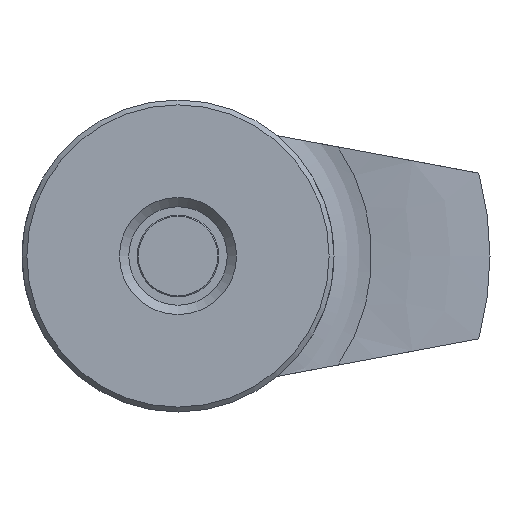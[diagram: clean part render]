
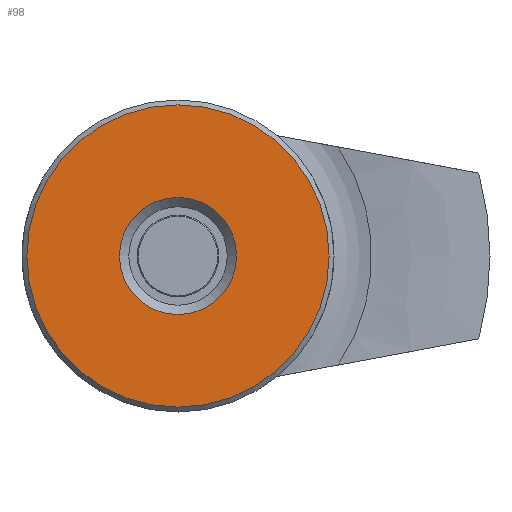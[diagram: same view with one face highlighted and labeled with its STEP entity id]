
A CAD part, front view. The second image highlights one B-rep face of the part: STEP entity #98.
In plain terms, the highlighted planar face has unit normal (0, -1, 0).
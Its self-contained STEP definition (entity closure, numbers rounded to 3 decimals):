
#98 = ADVANCED_FACE( '', ( #231, #232 ), #233, .F. );
#231 = FACE_BOUND( '', #405, .T. );
#232 = FACE_OUTER_BOUND( '', #406, .T. );
#233 = PLANE( '', #407 );
#405 = EDGE_LOOP( '', ( #639 ) );
#406 = EDGE_LOOP( '', ( #640 ) );
#407 = AXIS2_PLACEMENT_3D( '', #641, #642, #643 );
#639 = ORIENTED_EDGE( '', *, *, #911, .F. );
#640 = ORIENTED_EDGE( '', *, *, #912, .T. );
#641 = CARTESIAN_POINT( '', ( 15.5, 0., 0. ) );
#642 = DIRECTION( '', ( 0., 1., 0. ) );
#643 = DIRECTION( '', ( 0., 0., 1. ) );
#911 = EDGE_CURVE( '', #1055, #1055, #1056, .T. );
#912 = EDGE_CURVE( '', #1057, #1057, #1058, .T. );
#1055 = VERTEX_POINT( '', #1263 );
#1056 = CIRCLE( '', #1264, 6. );
#1057 = VERTEX_POINT( '', #1265 );
#1058 = CIRCLE( '', #1266, 15.5 );
#1263 = CARTESIAN_POINT( '', ( 0., 0., -6. ) );
#1264 = AXIS2_PLACEMENT_3D( '', #1491, #1492, #1493 );
#1265 = CARTESIAN_POINT( '', ( 0., 0., -15.5 ) );
#1266 = AXIS2_PLACEMENT_3D( '', #1494, #1495, #1496 );
#1491 = CARTESIAN_POINT( '', ( 0., 0., 0. ) );
#1492 = DIRECTION( '', ( 0., -1., 0. ) );
#1493 = DIRECTION( '', ( 0., 0., -1. ) );
#1494 = CARTESIAN_POINT( '', ( 0., 0., 0. ) );
#1495 = DIRECTION( '', ( 0., -1., 0. ) );
#1496 = DIRECTION( '', ( 0., 0., -1. ) );
